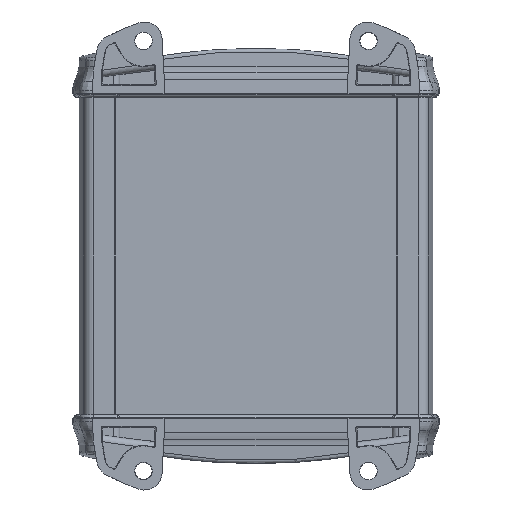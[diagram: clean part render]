
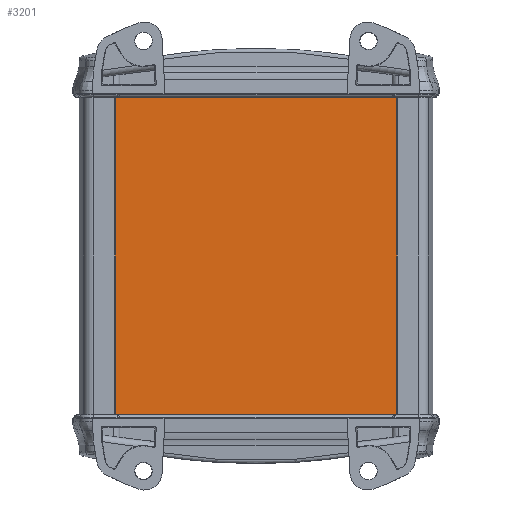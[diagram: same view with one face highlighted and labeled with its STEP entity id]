
A CAD part, front view. The second image highlights one B-rep face of the part: STEP entity #3201.
In plain terms, the highlighted planar face has unit normal (0, -1, 0).
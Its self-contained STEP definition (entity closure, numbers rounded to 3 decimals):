
#3145=CARTESIAN_POINT('',(42.5,-24.5,0.0));
#3146=VERTEX_POINT('',#3145);
#3153=CARTESIAN_POINT('',(42.5,-24.5,-100.0));
#3154=VERTEX_POINT('',#3153);
#3155=CARTESIAN_POINT('',(42.5,-24.5,-100.0));
#3156=DIRECTION('',(0.0,0.0,1.0));
#3157=VECTOR('',#3156,100.0);
#3158=LINE('',#3155,#3157);
#3159=EDGE_CURVE('',#3154,#3146,#3158,.T.);
#3171=CARTESIAN_POINT('',(42.5,-24.5,-100.0));
#3172=DIRECTION('',(0.0,-1.0,0.0));
#3173=DIRECTION('',(0.0,0.0,-1.0));
#3174=AXIS2_PLACEMENT_3D('',#3171,#3172,#3173);
#3175=PLANE('',#3174);
#3176=CARTESIAN_POINT('',(-42.5,-24.5,0.0));
#3177=VERTEX_POINT('',#3176);
#3178=CARTESIAN_POINT('',(42.5,-24.5,0.0));
#3179=DIRECTION('',(-1.0,0.0,0.0));
#3180=VECTOR('',#3179,85.);
#3181=LINE('',#3178,#3180);
#3182=EDGE_CURVE('',#3146,#3177,#3181,.T.);
#3183=ORIENTED_EDGE('',*,*,#3182,.T.);
#3184=CARTESIAN_POINT('',(-42.5,-24.5,-100.0));
#3185=VERTEX_POINT('',#3184);
#3186=CARTESIAN_POINT('',(-42.5,-24.5,-100.0));
#3187=DIRECTION('',(0.0,0.0,1.0));
#3188=VECTOR('',#3187,100.0);
#3189=LINE('',#3186,#3188);
#3190=EDGE_CURVE('',#3185,#3177,#3189,.T.);
#3191=ORIENTED_EDGE('',*,*,#3190,.F.);
#3192=CARTESIAN_POINT('',(-42.5,-24.5,-100.0));
#3193=DIRECTION('',(1.0,0.0,0.0));
#3194=VECTOR('',#3193,85.);
#3195=LINE('',#3192,#3194);
#3196=EDGE_CURVE('',#3185,#3154,#3195,.T.);
#3197=ORIENTED_EDGE('',*,*,#3196,.T.);
#3198=ORIENTED_EDGE('',*,*,#3159,.T.);
#3199=EDGE_LOOP('',(#3183,#3191,#3197,#3198));
#3200=FACE_OUTER_BOUND('',#3199,.T.);
#3201=ADVANCED_FACE('',(#3200),#3175,.T.);
